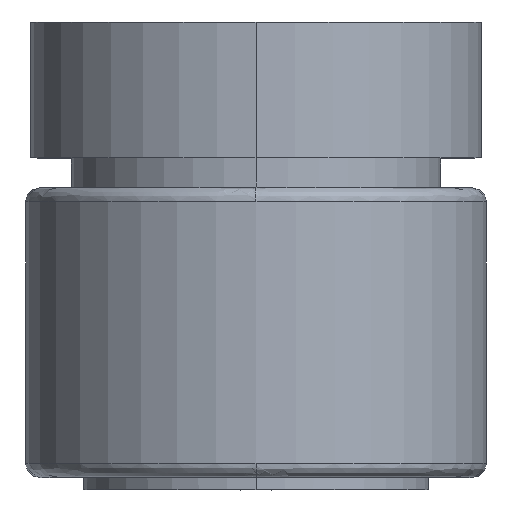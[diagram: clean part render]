
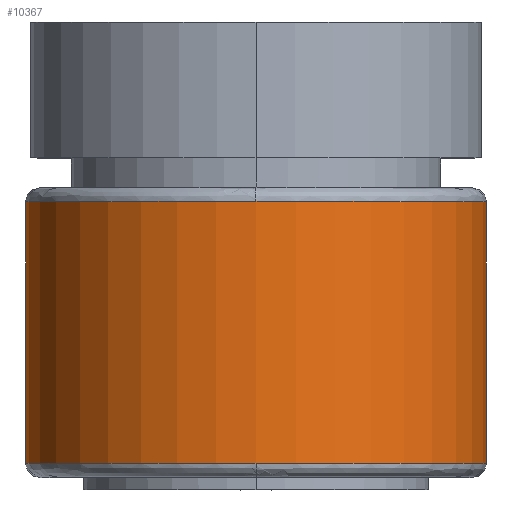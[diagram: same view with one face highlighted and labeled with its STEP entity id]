
A CAD part, top view. The second image highlights one B-rep face of the part: STEP entity #10367.
In plain terms, the highlighted cylindrical face has radius 12.522 mm (diameter 25.044 mm), a partial arc.
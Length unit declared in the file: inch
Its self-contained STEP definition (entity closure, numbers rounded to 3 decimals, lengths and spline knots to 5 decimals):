
#170 = FACE_OUTER_BOUND ( 'NONE', #16227, .T. ) ;
#719 = CIRCLE ( 'NONE', #16386, 0.493 ) ;
#1502 = DIRECTION ( 'NONE',  ( 0., -1., 0. ) ) ;
#1774 = ORIENTED_EDGE ( 'NONE', *, *, #7392, .T. ) ;
#2021 = CARTESIAN_POINT ( 'NONE',  ( 0., 0.056, 0.493 ) ) ;
#2224 = DIRECTION ( 'NONE',  ( 0., 1., 0. ) ) ;
#2239 = CARTESIAN_POINT ( 'NONE',  ( 0.493, 0.616, 0. ) ) ;
#2531 = CARTESIAN_POINT ( 'NONE',  ( 0., 0.616, 0. ) ) ;
#3385 = VECTOR ( 'NONE', #4420, 39.37008 ) ;
#3911 = DIRECTION ( 'NONE',  ( 0., 1., 0. ) ) ;
#3923 = VERTEX_POINT ( 'NONE', #2021 ) ;
#3953 = DIRECTION ( 'NONE',  ( -1., 0., 0. ) ) ;
#4420 = DIRECTION ( 'NONE',  ( 0., 1., 0. ) ) ;
#5167 = CIRCLE ( 'NONE', #14200, 0.493 ) ;
#5648 = VECTOR ( 'NONE', #16630, 39.37008 ) ;
#5659 = DIRECTION ( 'NONE',  ( -1., 0., 0. ) ) ;
#6236 = ORIENTED_EDGE ( 'NONE', *, *, #7267, .T. ) ;
#6752 = EDGE_CURVE ( 'NONE', #12709, #14003, #5167, .T. ) ;
#7081 = CARTESIAN_POINT ( 'NONE',  ( 0., 0.646, 0. ) ) ;
#7267 = EDGE_CURVE ( 'NONE', #3923, #11616, #719, .T. ) ;
#7392 = EDGE_CURVE ( 'NONE', #10791, #3923, #15658, .T. ) ;
#7493 = EDGE_CURVE ( 'NONE', #11616, #12709, #16752, .T. ) ;
#7594 = CARTESIAN_POINT ( 'NONE',  ( 0.493, 0.056, 0. ) ) ;
#7625 = EDGE_CURVE ( 'NONE', #14003, #14867, #11322, .T. ) ;
#7682 = EDGE_CURVE ( 'NONE', #10791, #14867, #10899, .T. ) ;
#8194 = ORIENTED_EDGE ( 'NONE', *, *, #7493, .T. ) ;
#10000 = CARTESIAN_POINT ( 'NONE',  ( 0., 0.616, 0. ) ) ;
#10177 = ORIENTED_EDGE ( 'NONE', *, *, #6752, .T. ) ;
#10367 = ADVANCED_FACE ( 'NONE', ( #170 ), #17931, .T. ) ;
#10683 = CARTESIAN_POINT ( 'NONE',  ( 0., 0.056, 0. ) ) ;
#10791 = VERTEX_POINT ( 'NONE', #16578 ) ;
#10899 = LINE ( 'NONE', #14178, #3385 ) ;
#11213 = ORIENTED_EDGE ( 'NONE', *, *, #7682, .F. ) ;
#11322 = CIRCLE ( 'NONE', #17576, 0.493 ) ;
#11351 = DIRECTION ( 'NONE',  ( -1., 0., 0. ) ) ;
#11616 = VERTEX_POINT ( 'NONE', #7594 ) ;
#11673 = ORIENTED_EDGE ( 'NONE', *, *, #7625, .T. ) ;
#11762 = AXIS2_PLACEMENT_3D ( 'NONE', #7081, #16791, #5659 ) ;
#12029 = DIRECTION ( 'NONE',  ( -1., 0., 0. ) ) ;
#12321 = CARTESIAN_POINT ( 'NONE',  ( 0., 0.056, 0. ) ) ;
#12370 = DIRECTION ( 'NONE',  ( 0., -1., 0. ) ) ;
#12709 = VERTEX_POINT ( 'NONE', #2239 ) ;
#13329 = CARTESIAN_POINT ( 'NONE',  ( -0.493, 0.616, 0. ) ) ;
#13701 = DIRECTION ( 'NONE',  ( -1., 0., 0. ) ) ;
#14003 = VERTEX_POINT ( 'NONE', #15521 ) ;
#14178 = CARTESIAN_POINT ( 'NONE',  ( -0.493, 0.646, 0. ) ) ;
#14200 = AXIS2_PLACEMENT_3D ( 'NONE', #2531, #12370, #3953 ) ;
#14867 = VERTEX_POINT ( 'NONE', #13329 ) ;
#15521 = CARTESIAN_POINT ( 'NONE',  ( 0., 0.616, 0.493 ) ) ;
#15658 = CIRCLE ( 'NONE', #16524, 0.493 ) ;
#16227 = EDGE_LOOP ( 'NONE', ( #1774, #6236, #8194, #10177, #11673, #11213 ) ) ;
#16386 = AXIS2_PLACEMENT_3D ( 'NONE', #10683, #2224, #12029 ) ;
#16524 = AXIS2_PLACEMENT_3D ( 'NONE', #12321, #3911, #13701 ) ;
#16578 = CARTESIAN_POINT ( 'NONE',  ( -0.493, 0.056, 0. ) ) ;
#16630 = DIRECTION ( 'NONE',  ( 0., 1., 0. ) ) ;
#16752 = LINE ( 'NONE', #18005, #5648 ) ;
#16791 = DIRECTION ( 'NONE',  ( 0., 1., 0. ) ) ;
#17576 = AXIS2_PLACEMENT_3D ( 'NONE', #10000, #1502, #11351 ) ;
#17931 = CYLINDRICAL_SURFACE ( 'NONE', #11762, 0.493 ) ;
#18005 = CARTESIAN_POINT ( 'NONE',  ( 0.493, 0.646, 0. ) ) ;
